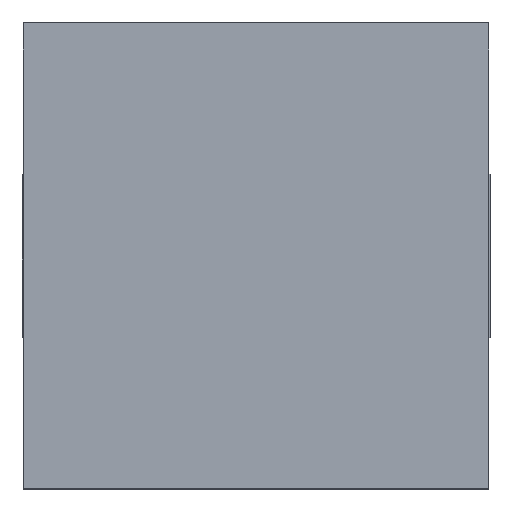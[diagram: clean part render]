
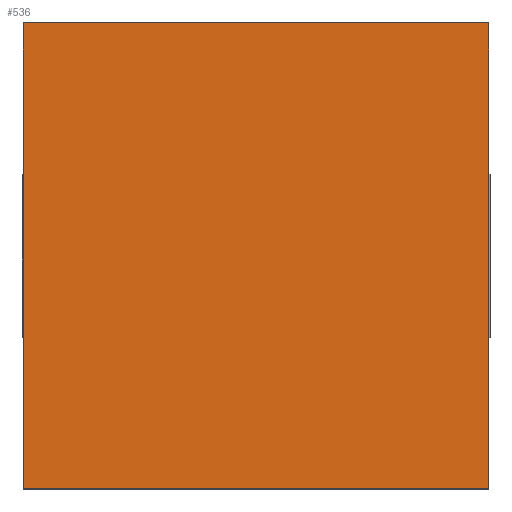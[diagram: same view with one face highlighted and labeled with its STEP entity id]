
A CAD part, top view. The second image highlights one B-rep face of the part: STEP entity #536.
In plain terms, the highlighted planar face has unit normal (0, 0, 1).
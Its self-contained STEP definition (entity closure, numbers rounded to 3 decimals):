
#39=FACE_OUTER_BOUND('',#65,.T.);
#65=EDGE_LOOP('',(#470,#471,#472,#473));
#109=LINE('',#793,#181);
#114=LINE('',#803,#186);
#136=LINE('',#846,#208);
#137=LINE('',#848,#209);
#181=VECTOR('',#646,10.);
#186=VECTOR('',#653,10.);
#208=VECTOR('',#697,10.);
#209=VECTOR('',#700,10.);
#242=VERTEX_POINT('',#790);
#243=VERTEX_POINT('',#792);
#246=VERTEX_POINT('',#800);
#247=VERTEX_POINT('',#802);
#301=EDGE_CURVE('',#243,#242,#109,.T.);
#306=EDGE_CURVE('',#247,#246,#114,.T.);
#328=EDGE_CURVE('',#242,#247,#136,.T.);
#329=EDGE_CURVE('',#246,#243,#137,.T.);
#470=ORIENTED_EDGE('',*,*,#306,.T.);
#471=ORIENTED_EDGE('',*,*,#329,.T.);
#472=ORIENTED_EDGE('',*,*,#301,.T.);
#473=ORIENTED_EDGE('',*,*,#328,.T.);
#499=PLANE('',#576);
#536=ADVANCED_FACE('',(#39),#499,.T.);
#576=AXIS2_PLACEMENT_3D('',#849,#701,#702);
#646=DIRECTION('',(0.,1.,0.));
#653=DIRECTION('',(0.,-1.,0.));
#697=DIRECTION('',(-1.,0.,0.));
#700=DIRECTION('',(1.,0.,0.));
#701=DIRECTION('center_axis',(0.,0.,1.));
#702=DIRECTION('ref_axis',(1.,0.,0.));
#790=CARTESIAN_POINT('',(4.,4.,2.));
#792=CARTESIAN_POINT('',(4.,0.,2.));
#793=CARTESIAN_POINT('',(4.,0.,2.));
#800=CARTESIAN_POINT('',(0.,0.,2.));
#802=CARTESIAN_POINT('',(0.,4.,2.));
#803=CARTESIAN_POINT('',(0.,4.,2.));
#846=CARTESIAN_POINT('',(4.,4.,2.));
#848=CARTESIAN_POINT('',(0.,0.,2.));
#849=CARTESIAN_POINT('Origin',(2.,2.,2.));
